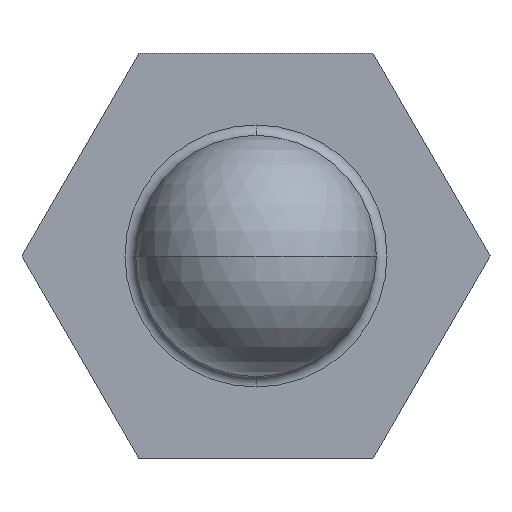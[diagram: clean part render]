
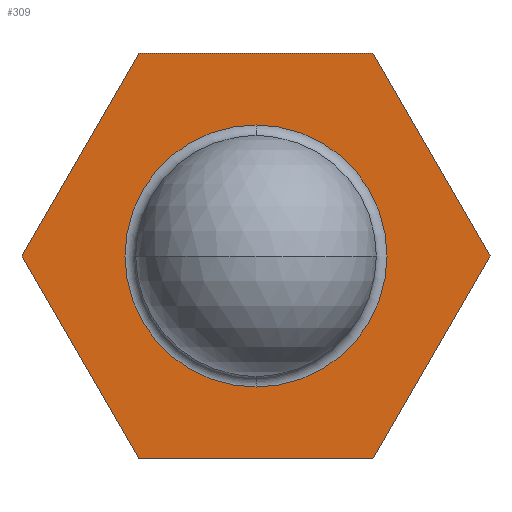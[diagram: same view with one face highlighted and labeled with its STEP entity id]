
A CAD part, front view. The second image highlights one B-rep face of the part: STEP entity #309.
In plain terms, the highlighted planar face has unit normal (0, -1, 0).
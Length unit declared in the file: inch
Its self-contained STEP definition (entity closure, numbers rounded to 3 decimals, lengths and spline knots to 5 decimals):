
#14 = DIRECTION ( 'NONE',  ( 0., 0., 1. ) ) ;
#15 = CARTESIAN_POINT ( 'NONE',  ( 0.08141, -0.275, -0.047 ) ) ;
#28 = CARTESIAN_POINT ( 'NONE',  ( -0.05427, -0.275, 0.094 ) ) ;
#47 = DIRECTION ( 'NONE',  ( 0., 1., 0. ) ) ;
#48 = DIRECTION ( 'NONE',  ( 1., 0., 0. ) ) ;
#54 = CARTESIAN_POINT ( 'NONE',  ( -0.08141, -0.275, -0.047 ) ) ;
#57 = CARTESIAN_POINT ( 'NONE',  ( 0.08141, -0.275, 0.047 ) ) ;
#65 = DIRECTION ( 'NONE',  ( 0.5, 0., -0.866 ) ) ;
#69 = CARTESIAN_POINT ( 'NONE',  ( 0., -0.275, -0.06079 ) ) ;
#75 = DIRECTION ( 'NONE',  ( 0.5, 0., 0.866 ) ) ;
#77 = CARTESIAN_POINT ( 'NONE',  ( -0.08141, -0.275, 0.047 ) ) ;
#85 = CARTESIAN_POINT ( 'NONE',  ( 0.10854, -0.275, 0. ) ) ;
#108 = CARTESIAN_POINT ( 'NONE',  ( 0.05427, -0.275, 0.094 ) ) ;
#115 = CARTESIAN_POINT ( 'NONE',  ( -0.10854, -0.275, 0. ) ) ;
#121 = CARTESIAN_POINT ( 'NONE',  ( 0., -0.275, -0.094 ) ) ;
#144 = DIRECTION ( 'NONE',  ( -0.5, 0., 0.866 ) ) ;
#166 = CARTESIAN_POINT ( 'NONE',  ( -0.05427, -0.275, -0.094 ) ) ;
#167 = CARTESIAN_POINT ( 'NONE',  ( 0., -0.275, 0. ) ) ;
#180 = CARTESIAN_POINT ( 'NONE',  ( 0., -0.275, 0. ) ) ;
#195 = DIRECTION ( 'NONE',  ( -0.5, 0., -0.866 ) ) ;
#252 = CARTESIAN_POINT ( 'NONE',  ( 0., -0.275, 0.094 ) ) ;
#256 = DIRECTION ( 'NONE',  ( -1., 0., 0. ) ) ;
#265 = CARTESIAN_POINT ( 'NONE',  ( 0., -0.275, 0. ) ) ;
#279 = DIRECTION ( 'NONE',  ( 0., 0., 1. ) ) ;
#281 = DIRECTION ( 'NONE',  ( 0., 1., 0. ) ) ;
#282 = DIRECTION ( 'NONE',  ( 0., 1., 0. ) ) ;
#283 = PLANE ( 'NONE',  #419 ) ;
#284 = DIRECTION ( 'NONE',  ( 0., 0., 1. ) ) ;
#290 = CARTESIAN_POINT ( 'NONE',  ( 0.05427, -0.275, -0.094 ) ) ;
#301 = CARTESIAN_POINT ( 'NONE',  ( 0., -0.275, 0.06079 ) ) ;
#309 = ADVANCED_FACE ( 'NONE', ( #603, #616 ), #283, .F. ) ;
#335 = EDGE_CURVE ( 'NONE', #643, #492, #459, .T. ) ;
#337 = EDGE_CURVE ( 'NONE', #760, #562, #558, .T. ) ;
#341 = EDGE_CURVE ( 'NONE', #492, #685, #764, .T. ) ;
#343 = EDGE_CURVE ( 'NONE', #562, #643, #462, .T. ) ;
#362 = EDGE_CURVE ( 'NONE', #705, #760, #749, .T. ) ;
#363 = EDGE_CURVE ( 'NONE', #685, #705, #745, .T. ) ;
#376 = AXIS2_PLACEMENT_3D ( 'NONE', #167, #281, #279 ) ;
#393 = AXIS2_PLACEMENT_3D ( 'NONE', #265, #47, #14 ) ;
#419 = AXIS2_PLACEMENT_3D ( 'NONE', #180, #282, #284 ) ;
#426 = EDGE_CURVE ( 'NONE', #794, #789, #525, .T. ) ;
#428 = EDGE_CURVE ( 'NONE', #789, #794, #527, .T. ) ;
#456 = VECTOR ( 'NONE', #256, 39.37008 ) ;
#459 = LINE ( 'NONE', #252, #461 ) ;
#461 = VECTOR ( 'NONE', #48, 39.37008 ) ;
#462 = LINE ( 'NONE', #77, #501 ) ;
#468 = VECTOR ( 'NONE', #144, 39.37008 ) ;
#492 = VERTEX_POINT ( 'NONE', #108 ) ;
#496 = ORIENTED_EDGE ( 'NONE', *, *, #362, .F. ) ;
#501 = VECTOR ( 'NONE', #75, 39.37008 ) ;
#525 = CIRCLE ( 'NONE', #393, 0.06079 ) ;
#527 = CIRCLE ( 'NONE', #376, 0.06079 ) ;
#537 = ORIENTED_EDGE ( 'NONE', *, *, #337, .F. ) ;
#558 = LINE ( 'NONE', #54, #468 ) ;
#562 = VERTEX_POINT ( 'NONE', #115 ) ;
#603 = FACE_BOUND ( 'NONE', #727, .T. ) ;
#613 = ORIENTED_EDGE ( 'NONE', *, *, #428, .T. ) ;
#616 = FACE_OUTER_BOUND ( 'NONE', #726, .T. ) ;
#623 = ORIENTED_EDGE ( 'NONE', *, *, #363, .F. ) ;
#643 = VERTEX_POINT ( 'NONE', #28 ) ;
#650 = ORIENTED_EDGE ( 'NONE', *, *, #335, .F. ) ;
#676 = ORIENTED_EDGE ( 'NONE', *, *, #341, .F. ) ;
#685 = VERTEX_POINT ( 'NONE', #85 ) ;
#695 = ORIENTED_EDGE ( 'NONE', *, *, #426, .T. ) ;
#697 = ORIENTED_EDGE ( 'NONE', *, *, #343, .F. ) ;
#704 = VECTOR ( 'NONE', #195, 39.37008 ) ;
#705 = VERTEX_POINT ( 'NONE', #290 ) ;
#726 = EDGE_LOOP ( 'NONE', ( #676, #650, #697, #537, #496, #623 ) ) ;
#727 = EDGE_LOOP ( 'NONE', ( #613, #695 ) ) ;
#740 = VECTOR ( 'NONE', #65, 39.37008 ) ;
#745 = LINE ( 'NONE', #15, #704 ) ;
#749 = LINE ( 'NONE', #121, #456 ) ;
#760 = VERTEX_POINT ( 'NONE', #166 ) ;
#764 = LINE ( 'NONE', #57, #740 ) ;
#789 = VERTEX_POINT ( 'NONE', #301 ) ;
#794 = VERTEX_POINT ( 'NONE', #69 ) ;
